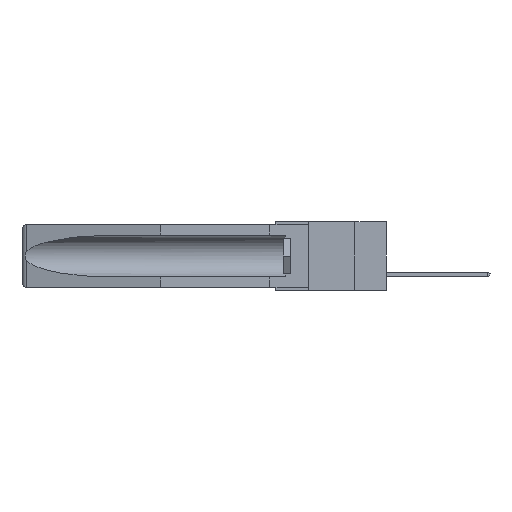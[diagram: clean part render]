
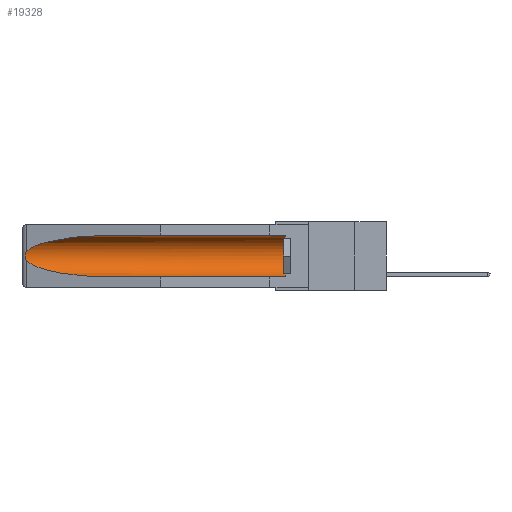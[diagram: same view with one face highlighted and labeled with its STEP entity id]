
A CAD part, left-side view. The second image highlights one B-rep face of the part: STEP entity #19328.
In plain terms, the highlighted cylindrical face has radius 2.857 mm (diameter 5.715 mm), a partial arc.
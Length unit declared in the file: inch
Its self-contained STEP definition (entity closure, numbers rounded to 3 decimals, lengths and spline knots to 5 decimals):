
#622 = EDGE_CURVE ( 'NONE', #2589, #4873, #13883, .T. ) ;
#1344 = CARTESIAN_POINT ( 'NONE',  ( 0.26597, 1.5296, -0.19026 ) ) ;
#1516 = VERTEX_POINT ( 'NONE', #24930 ) ;
#1921 = CARTESIAN_POINT ( 'NONE',  ( 0.26537, 1.52718, -0.19328 ) ) ;
#2589 = VERTEX_POINT ( 'NONE', #24683 ) ;
#3216 = CARTESIAN_POINT ( 'NONE',  ( 0.155, -0.30754, -0.059 ) ) ;
#3687 = CARTESIAN_POINT ( 'NONE',  ( 0.2673, 1.5327, -0.16383 ) ) ;
#4007 = CARTESIAN_POINT ( 'NONE',  ( 0.26537, 1.52718, -0.19328 ) ) ;
#4097 = CARTESIAN_POINT ( 'NONE',  ( 0.25451, 1.48313, -0.24835 ) ) ;
#4873 = VERTEX_POINT ( 'NONE', #12698 ) ;
#5008 = CYLINDRICAL_SURFACE ( 'NONE', #22399, 0.1125 ) ;
#5389 = LINE ( 'NONE', #3216, #21754 ) ;
#5439 = EDGE_CURVE ( 'NONE', #18017, #12384, #23832, .T. ) ;
#5564 = CARTESIAN_POINT ( 'NONE',  ( 0.26537, 1.52718, -0.14972 ) ) ;
#5576 = CARTESIAN_POINT ( 'NONE',  ( 0.155, -0.30754, -0.284 ) ) ;
#6769 = CARTESIAN_POINT ( 'NONE',  ( 0.155, 1.07973, -0.059 ) ) ;
#7528 = DIRECTION ( 'NONE',  ( 0., 1., 0. ) ) ;
#7738 = CARTESIAN_POINT ( 'NONE',  ( 0.2675, 1.53308, -0.17534 ) ) ;
#8006 = FACE_OUTER_BOUND ( 'NONE', #15567, .T. ) ;
#8021 = CARTESIAN_POINT ( 'NONE',  ( 0.155, -0.30754, -0.1715 ) ) ;
#8093 = CARTESIAN_POINT ( 'NONE',  ( 0.2675, 1.53308, -0.16763 ) ) ;
#8099 = B_SPLINE_CURVE_WITH_KNOTS ( 'NONE', 3,
 ( #5564, #18463, #14170, #3687, #8093, #7738, #24799, #12035, #1344, #27212 ),
 .UNSPECIFIED., .F., .F.,
 ( 4, 2, 2, 2, 4 ),
 ( 0., 0.00029, 0.00058, 0.00087, 0.00117 ),
 .UNSPECIFIED. ) ;
#8530 = LINE ( 'NONE', #5576, #11242 ) ;
#8597 = ORIENTED_EDGE ( 'NONE', *, *, #16917, .T. ) ;
#9874 = ORIENTED_EDGE ( 'NONE', *, *, #12282, .T. ) ;
#10436 = DIRECTION ( 'NONE',  ( 0., 1., 0. ) ) ;
#10733 = AXIS2_PLACEMENT_3D ( 'NONE', #19141, #10848, #17029 ) ;
#10848 = DIRECTION ( 'NONE',  ( 0., -1., 0. ) ) ;
#11242 = VECTOR ( 'NONE', #20413, 39.37008 ) ;
#11454 = CARTESIAN_POINT ( 'NONE',  ( 0.155, 1.07973, -0.059 ) ) ;
#12035 = CARTESIAN_POINT ( 'NONE',  ( 0.26655, 1.53094, -0.18657 ) ) ;
#12282 = EDGE_CURVE ( 'NONE', #23491, #1516, #21767, .T. ) ;
#12384 = VERTEX_POINT ( 'NONE', #13277 ) ;
#12698 = CARTESIAN_POINT ( 'NONE',  ( 0.155, 0.126, -0.059 ) ) ;
#12705 = CARTESIAN_POINT ( 'NONE',  ( 0.155, 1.07973, -0.284 ) ) ;
#13277 = CARTESIAN_POINT ( 'NONE',  ( 0.26537, 1.52718, -0.14972 ) ) ;
#13883 = CIRCLE ( 'NONE', #10733, 0.1125 ) ;
#14170 = CARTESIAN_POINT ( 'NONE',  ( 0.26654, 1.53092, -0.15636 ) ) ;
#15567 = EDGE_LOOP ( 'NONE', ( #22770, #19404, #9874, #20347, #22455, #8597 ) ) ;
#16917 = EDGE_CURVE ( 'NONE', #4873, #18017, #5389, .T. ) ;
#17029 = DIRECTION ( 'NONE',  ( 0., 0., 1. ) ) ;
#18017 = VERTEX_POINT ( 'NONE', #11454 ) ;
#18463 = CARTESIAN_POINT ( 'NONE',  ( 0.26597, 1.52961, -0.15275 ) ) ;
#19037 = CARTESIAN_POINT ( 'NONE',  ( 0.21114, 1.30732, -0.284 ) ) ;
#19141 = CARTESIAN_POINT ( 'NONE',  ( 0.155, 0.126, -0.1715 ) ) ;
#19272 = CARTESIAN_POINT ( 'NONE',  ( 0.25451, 1.48313, -0.09465 ) ) ;
#19328 = ADVANCED_FACE ( 'NONE', ( #8006 ), #5008, .F. ) ;
#19404 = ORIENTED_EDGE ( 'NONE', *, *, #21118, .T. ) ;
#20347 = ORIENTED_EDGE ( 'NONE', *, *, #21960, .F. ) ;
#20413 = DIRECTION ( 'NONE',  ( 0., 1., 0. ) ) ;
#21118 = EDGE_CURVE ( 'NONE', #12384, #23491, #8099, .T. ) ;
#21698 = CARTESIAN_POINT ( 'NONE',  ( 0.21114, 1.30732, -0.059 ) ) ;
#21754 = VECTOR ( 'NONE', #7528, 39.37008 ) ;
#21767 =( BOUNDED_CURVE ( )  B_SPLINE_CURVE ( 3, ( #4007, #4097, #19037, #12705 ),
 .UNSPECIFIED., .F., .F. ) 
 B_SPLINE_CURVE_WITH_KNOTS ( ( 4, 4 ),
 ( 0.1948, 1.5708 ),
 .UNSPECIFIED. ) 
 CURVE ( )  GEOMETRIC_REPRESENTATION_ITEM ( )  RATIONAL_B_SPLINE_CURVE ( ( 1., 0.848, 0.848, 1. ) ) 
 REPRESENTATION_ITEM ( '' )  );
#21960 = EDGE_CURVE ( 'NONE', #2589, #1516, #8530, .T. ) ;
#22399 = AXIS2_PLACEMENT_3D ( 'NONE', #8021, #10436, #27415 ) ;
#22455 = ORIENTED_EDGE ( 'NONE', *, *, #622, .T. ) ;
#22770 = ORIENTED_EDGE ( 'NONE', *, *, #5439, .T. ) ;
#23491 = VERTEX_POINT ( 'NONE', #1921 ) ;
#23832 =( BOUNDED_CURVE ( )  B_SPLINE_CURVE ( 3, ( #6769, #21698, #19272, #23847 ),
 .UNSPECIFIED., .F., .F. ) 
 B_SPLINE_CURVE_WITH_KNOTS ( ( 4, 4 ),
 ( 4.71239, 6.08839 ),
 .UNSPECIFIED. ) 
 CURVE ( )  GEOMETRIC_REPRESENTATION_ITEM ( )  RATIONAL_B_SPLINE_CURVE ( ( 1., 0.848, 0.848, 1. ) ) 
 REPRESENTATION_ITEM ( '' )  );
#23847 = CARTESIAN_POINT ( 'NONE',  ( 0.26537, 1.52718, -0.14972 ) ) ;
#24683 = CARTESIAN_POINT ( 'NONE',  ( 0.155, 0.126, -0.284 ) ) ;
#24799 = CARTESIAN_POINT ( 'NONE',  ( 0.2673, 1.53269, -0.17917 ) ) ;
#24930 = CARTESIAN_POINT ( 'NONE',  ( 0.155, 1.07973, -0.284 ) ) ;
#27212 = CARTESIAN_POINT ( 'NONE',  ( 0.26537, 1.52718, -0.19328 ) ) ;
#27415 = DIRECTION ( 'NONE',  ( 0., 0., 1. ) ) ;
